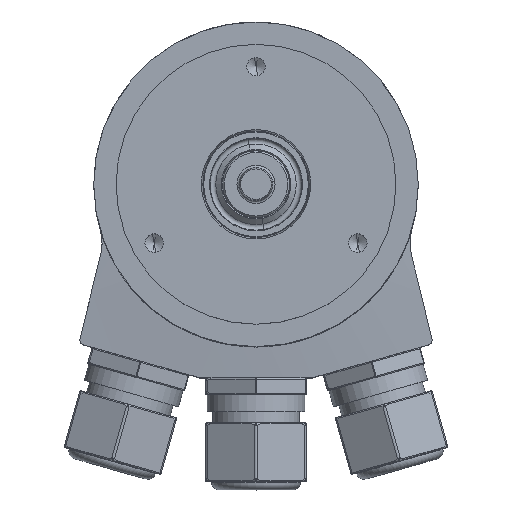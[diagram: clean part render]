
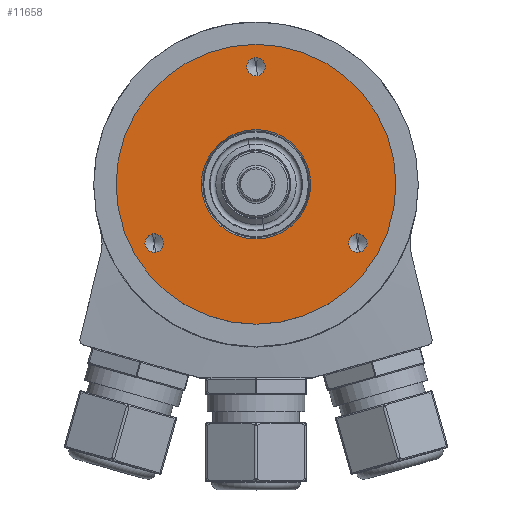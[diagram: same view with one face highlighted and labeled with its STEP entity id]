
A CAD part, top view. The second image highlights one B-rep face of the part: STEP entity #11658.
In plain terms, the highlighted planar face has unit normal (0, 0, 1).
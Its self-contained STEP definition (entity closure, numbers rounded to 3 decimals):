
#1539=CARTESIAN_POINT('',(0.,0.,30.5));
#1540=DIRECTION('',(0.,0.,1.));
#1541=DIRECTION('',(-0.985,-0.174,0.));
#1542=AXIS2_PLACEMENT_3D('',#1539,#1540,#1541);
#1544=CARTESIAN_POINT('',(0.,0.,30.5));
#1545=DIRECTION('',(0.,0.,1.));
#1546=DIRECTION('',(0.985,0.174,0.));
#1547=AXIS2_PLACEMENT_3D('',#1544,#1545,#1546);
#1549=CARTESIAN_POINT('',(0.,0.,30.5));
#1550=DIRECTION('',(0.,0.,-1.));
#1551=DIRECTION('',(0.174,-0.985,0.));
#1552=AXIS2_PLACEMENT_3D('',#1549,#1550,#1551);
#1554=CARTESIAN_POINT('',(0.,0.,30.5));
#1555=DIRECTION('',(0.,0.,-1.));
#1556=DIRECTION('',(-0.174,0.985,0.));
#1557=AXIS2_PLACEMENT_3D('',#1554,#1555,#1556);
#1559=CARTESIAN_POINT('',(0.,21.,30.5));
#1560=DIRECTION('',(0.,0.,1.));
#1561=DIRECTION('',(0.174,-0.985,0.));
#1562=AXIS2_PLACEMENT_3D('',#1559,#1560,#1561);
#1564=CARTESIAN_POINT('',(0.,21.,30.5));
#1565=DIRECTION('',(0.,0.,1.));
#1566=DIRECTION('',(-0.174,0.985,0.));
#1567=AXIS2_PLACEMENT_3D('',#1564,#1565,#1566);
#1569=CARTESIAN_POINT('',(18.187,-10.5,30.5));
#1570=DIRECTION('',(0.,0.,1.));
#1571=DIRECTION('',(0.174,-0.985,0.));
#1572=AXIS2_PLACEMENT_3D('',#1569,#1570,#1571);
#1574=CARTESIAN_POINT('',(18.187,-10.5,30.5));
#1575=DIRECTION('',(0.,0.,1.));
#1576=DIRECTION('',(-0.174,0.985,0.));
#1577=AXIS2_PLACEMENT_3D('',#1574,#1575,#1576);
#1579=CARTESIAN_POINT('',(-18.187,-10.5,30.5));
#1580=DIRECTION('',(0.,0.,1.));
#1581=DIRECTION('',(0.174,-0.985,0.));
#1582=AXIS2_PLACEMENT_3D('',#1579,#1580,#1581);
#1584=CARTESIAN_POINT('',(-18.187,-10.5,30.5));
#1585=DIRECTION('',(0.,0.,1.));
#1586=DIRECTION('',(-0.174,0.985,0.));
#1587=AXIS2_PLACEMENT_3D('',#1584,#1585,#1586);
#7976=CARTESIAN_POINT('',(1.696,-9.62,30.5));
#7977=CARTESIAN_POINT('',(-1.696,9.62,30.5));
#7978=VERTEX_POINT('',#7976);
#7979=VERTEX_POINT('',#7977);
#7984=CARTESIAN_POINT('',(-24.62,-4.341,30.5));
#7985=CARTESIAN_POINT('',(24.62,4.341,30.5));
#7986=VERTEX_POINT('',#7984);
#7987=VERTEX_POINT('',#7985);
#8026=CARTESIAN_POINT('',(0.287,19.375,30.5));
#8027=CARTESIAN_POINT('',(-0.287,22.625,30.5));
#8028=VERTEX_POINT('',#8026);
#8029=VERTEX_POINT('',#8027);
#8036=CARTESIAN_POINT('',(18.473,-12.125,30.5));
#8037=CARTESIAN_POINT('',(17.9,-8.875,30.5));
#8038=VERTEX_POINT('',#8036);
#8039=VERTEX_POINT('',#8037);
#8046=CARTESIAN_POINT('',(-17.9,-12.125,30.5));
#8047=CARTESIAN_POINT('',(-18.473,-8.875,30.5));
#8048=VERTEX_POINT('',#8046);
#8049=VERTEX_POINT('',#8047);
#11624=CARTESIAN_POINT('',(0.,0.,30.5));
#11625=DIRECTION('',(0.,0.,1.));
#11626=DIRECTION('',(-0.985,-0.174,0.));
#11627=AXIS2_PLACEMENT_3D('',#11624,#11625,#11626);
#11628=PLANE('',#11627);
#11629=ORIENTED_EDGE('',*,*,#11614,.F.);
#11631=ORIENTED_EDGE('',*,*,#11630,.F.);
#11632=EDGE_LOOP('',(#11629,#11631));
#11633=FACE_OUTER_BOUND('',#11632,.F.);
#11635=ORIENTED_EDGE('',*,*,#11634,.F.);
#11637=ORIENTED_EDGE('',*,*,#11636,.F.);
#11638=EDGE_LOOP('',(#11635,#11637));
#11639=FACE_BOUND('',#11638,.F.);
#11641=ORIENTED_EDGE('',*,*,#11640,.T.);
#11643=ORIENTED_EDGE('',*,*,#11642,.T.);
#11644=EDGE_LOOP('',(#11641,#11643));
#11645=FACE_BOUND('',#11644,.F.);
#11647=ORIENTED_EDGE('',*,*,#11646,.T.);
#11649=ORIENTED_EDGE('',*,*,#11648,.T.);
#11650=EDGE_LOOP('',(#11647,#11649));
#11651=FACE_BOUND('',#11650,.F.);
#11653=ORIENTED_EDGE('',*,*,#11652,.T.);
#11655=ORIENTED_EDGE('',*,*,#11654,.T.);
#11656=EDGE_LOOP('',(#11653,#11655));
#11657=FACE_BOUND('',#11656,.F.);
#1543=CIRCLE('',#1542,25.);
#1548=CIRCLE('',#1547,25.);
#1553=CIRCLE('',#1552,9.768);
#1558=CIRCLE('',#1557,9.768);
#1563=CIRCLE('',#1562,1.65);
#1568=CIRCLE('',#1567,1.65);
#1573=CIRCLE('',#1572,1.65);
#1578=CIRCLE('',#1577,1.65);
#1583=CIRCLE('',#1582,1.65);
#1588=CIRCLE('',#1587,1.65);
#11614=EDGE_CURVE('',#7986,#7987,#1543,.T.);
#11630=EDGE_CURVE('',#7987,#7986,#1548,.T.);
#11634=EDGE_CURVE('',#7978,#7979,#1553,.T.);
#11636=EDGE_CURVE('',#7979,#7978,#1558,.T.);
#11640=EDGE_CURVE('',#8028,#8029,#1563,.T.);
#11642=EDGE_CURVE('',#8029,#8028,#1568,.T.);
#11646=EDGE_CURVE('',#8038,#8039,#1573,.T.);
#11648=EDGE_CURVE('',#8039,#8038,#1578,.T.);
#11652=EDGE_CURVE('',#8048,#8049,#1583,.T.);
#11654=EDGE_CURVE('',#8049,#8048,#1588,.T.);
#11658=ADVANCED_FACE('',(#11633,#11639,#11645,#11651,#11657),#11628,.T.);
